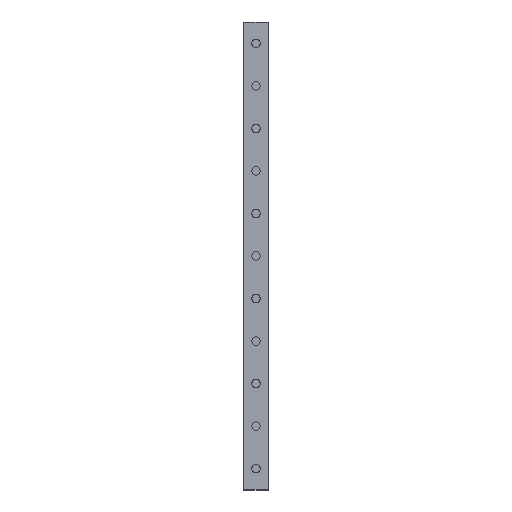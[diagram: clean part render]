
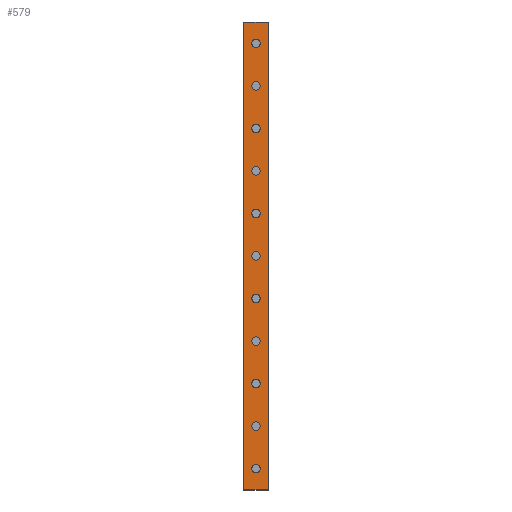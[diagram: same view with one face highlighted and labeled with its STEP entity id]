
A CAD part, top view. The second image highlights one B-rep face of the part: STEP entity #579.
In plain terms, the highlighted planar face has unit normal (0, 0, 1).
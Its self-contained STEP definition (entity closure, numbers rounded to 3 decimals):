
#579=ADVANCED_FACE('',(#1191,#1192,#1193,#1194,#1195,#1196,#1197,#1198,#1199,#1200,#1201,#1202),#1203,.T.);
#1191=FACE_BOUND('',#1818,.T.);
#1192=FACE_BOUND('',#1819,.T.);
#1193=FACE_BOUND('',#1820,.T.);
#1194=FACE_BOUND('',#1821,.T.);
#1195=FACE_BOUND('',#1822,.T.);
#1196=FACE_BOUND('',#1823,.T.);
#1197=FACE_BOUND('',#1824,.T.);
#1198=FACE_BOUND('',#1825,.T.);
#1199=FACE_BOUND('',#1826,.T.);
#1200=FACE_BOUND('',#1827,.T.);
#1201=FACE_BOUND('',#1828,.T.);
#1202=FACE_OUTER_BOUND('',#1829,.T.);
#1203=PLANE('',#1830);
#1818=EDGE_LOOP('',(#3445,#3446));
#1819=EDGE_LOOP('',(#3447,#3448));
#1820=EDGE_LOOP('',(#3449,#3450));
#1821=EDGE_LOOP('',(#3451,#3452));
#1822=EDGE_LOOP('',(#3453,#3454));
#1823=EDGE_LOOP('',(#3455,#3456));
#1824=EDGE_LOOP('',(#3457,#3458));
#1825=EDGE_LOOP('',(#3459,#3460));
#1826=EDGE_LOOP('',(#3461,#3462));
#1827=EDGE_LOOP('',(#3463,#3464));
#1828=EDGE_LOOP('',(#3465,#3466));
#1829=EDGE_LOOP('',(#3467,#3468,#3469,#3470));
#1830=AXIS2_PLACEMENT_3D('',#3471,#3472,#3473);
#3445=ORIENTED_EDGE('',*,*,#3696,.T.);
#3446=ORIENTED_EDGE('',*,*,#4119,.T.);
#3447=ORIENTED_EDGE('',*,*,#3686,.T.);
#3448=ORIENTED_EDGE('',*,*,#4125,.T.);
#3449=ORIENTED_EDGE('',*,*,#3676,.T.);
#3450=ORIENTED_EDGE('',*,*,#4131,.T.);
#3451=ORIENTED_EDGE('',*,*,#3666,.T.);
#3452=ORIENTED_EDGE('',*,*,#4137,.T.);
#3453=ORIENTED_EDGE('',*,*,#3656,.T.);
#3454=ORIENTED_EDGE('',*,*,#4143,.T.);
#3455=ORIENTED_EDGE('',*,*,#3646,.T.);
#3456=ORIENTED_EDGE('',*,*,#4149,.T.);
#3457=ORIENTED_EDGE('',*,*,#3636,.T.);
#3458=ORIENTED_EDGE('',*,*,#4155,.T.);
#3459=ORIENTED_EDGE('',*,*,#3626,.T.);
#3460=ORIENTED_EDGE('',*,*,#4161,.T.);
#3461=ORIENTED_EDGE('',*,*,#3616,.T.);
#3462=ORIENTED_EDGE('',*,*,#4167,.T.);
#3463=ORIENTED_EDGE('',*,*,#3606,.T.);
#3464=ORIENTED_EDGE('',*,*,#4173,.T.);
#3465=ORIENTED_EDGE('',*,*,#3596,.T.);
#3466=ORIENTED_EDGE('',*,*,#4179,.T.);
#3467=ORIENTED_EDGE('',*,*,#4104,.T.);
#3468=ORIENTED_EDGE('',*,*,#4213,.F.);
#3469=ORIENTED_EDGE('',*,*,#3990,.T.);
#3470=ORIENTED_EDGE('',*,*,#4211,.T.);
#3471=CARTESIAN_POINT('',(0.0,440.0,8.5));
#3472=DIRECTION('',(0.0,0.0,1.0));
#3473=DIRECTION('',(-1.0,0.0,0.0));
#3596=EDGE_CURVE('',#4270,#4267,#4271,.T.);
#3606=EDGE_CURVE('',#4288,#4285,#4289,.T.);
#3616=EDGE_CURVE('',#4306,#4303,#4307,.T.);
#3626=EDGE_CURVE('',#4324,#4321,#4325,.T.);
#3636=EDGE_CURVE('',#4342,#4339,#4343,.T.);
#3646=EDGE_CURVE('',#4360,#4357,#4361,.T.);
#3656=EDGE_CURVE('',#4378,#4375,#4379,.T.);
#3666=EDGE_CURVE('',#4396,#4393,#4397,.T.);
#3676=EDGE_CURVE('',#4414,#4411,#4415,.T.);
#3686=EDGE_CURVE('',#4432,#4429,#4433,.T.);
#3696=EDGE_CURVE('',#4450,#4447,#4451,.T.);
#3990=EDGE_CURVE('',#4881,#4879,#4882,.T.);
#4104=EDGE_CURVE('',#5062,#5060,#5063,.T.);
#4119=EDGE_CURVE('',#4447,#4450,#5089,.T.);
#4125=EDGE_CURVE('',#4429,#4432,#5095,.T.);
#4131=EDGE_CURVE('',#4411,#4414,#5101,.T.);
#4137=EDGE_CURVE('',#4393,#4396,#5107,.T.);
#4143=EDGE_CURVE('',#4375,#4378,#5113,.T.);
#4149=EDGE_CURVE('',#4357,#4360,#5119,.T.);
#4155=EDGE_CURVE('',#4339,#4342,#5125,.T.);
#4161=EDGE_CURVE('',#4321,#4324,#5131,.T.);
#4167=EDGE_CURVE('',#4303,#4306,#5137,.T.);
#4173=EDGE_CURVE('',#4285,#4288,#5143,.T.);
#4179=EDGE_CURVE('',#4267,#4270,#5149,.T.);
#4211=EDGE_CURVE('',#4879,#5062,#5181,.T.);
#4213=EDGE_CURVE('',#4881,#5060,#5183,.T.);
#4267=VERTEX_POINT('',#5243);
#4270=VERTEX_POINT('',#5247);
#4271=CIRCLE('',#5248,4.0);
#4285=VERTEX_POINT('',#5265);
#4288=VERTEX_POINT('',#5269);
#4289=CIRCLE('',#5270,4.0);
#4303=VERTEX_POINT('',#5287);
#4306=VERTEX_POINT('',#5291);
#4307=CIRCLE('',#5292,4.0);
#4321=VERTEX_POINT('',#5309);
#4324=VERTEX_POINT('',#5313);
#4325=CIRCLE('',#5314,4.0);
#4339=VERTEX_POINT('',#5331);
#4342=VERTEX_POINT('',#5335);
#4343=CIRCLE('',#5336,4.0);
#4357=VERTEX_POINT('',#5353);
#4360=VERTEX_POINT('',#5357);
#4361=CIRCLE('',#5358,4.0);
#4375=VERTEX_POINT('',#5375);
#4378=VERTEX_POINT('',#5379);
#4379=CIRCLE('',#5380,4.0);
#4393=VERTEX_POINT('',#5397);
#4396=VERTEX_POINT('',#5401);
#4397=CIRCLE('',#5402,4.0);
#4411=VERTEX_POINT('',#5419);
#4414=VERTEX_POINT('',#5423);
#4415=CIRCLE('',#5424,4.0);
#4429=VERTEX_POINT('',#5441);
#4432=VERTEX_POINT('',#5445);
#4433=CIRCLE('',#5446,4.0);
#4447=VERTEX_POINT('',#5463);
#4450=VERTEX_POINT('',#5467);
#4451=CIRCLE('',#5468,4.0);
#4879=VERTEX_POINT('',#6040);
#4881=VERTEX_POINT('',#6043);
#4882=LINE('',#6044,#6045);
#5060=VERTEX_POINT('',#6297);
#5062=VERTEX_POINT('',#6300);
#5063=LINE('',#6301,#6302);
#5089=CIRCLE('',#6334,4.0);
#5095=CIRCLE('',#6340,4.0);
#5101=CIRCLE('',#6346,4.0);
#5107=CIRCLE('',#6352,4.0);
#5113=CIRCLE('',#6358,4.0);
#5119=CIRCLE('',#6364,4.0);
#5125=CIRCLE('',#6370,4.0);
#5131=CIRCLE('',#6376,4.0);
#5137=CIRCLE('',#6382,4.0);
#5143=CIRCLE('',#6388,4.0);
#5149=CIRCLE('',#6394,4.0);
#5181=LINE('',#6439,#6440);
#5183=LINE('',#6442,#6443);
#5243=CARTESIAN_POINT('',(4.0,20.0,8.5));
#5247=CARTESIAN_POINT('',(-4.0,20.0,8.5));
#5248=AXIS2_PLACEMENT_3D('',#6505,#6506,#6507);
#5265=CARTESIAN_POINT('',(4.0,60.0,8.5));
#5269=CARTESIAN_POINT('',(-4.0,60.0,8.5));
#5270=AXIS2_PLACEMENT_3D('',#6521,#6522,#6523);
#5287=CARTESIAN_POINT('',(4.0,100.0,8.5));
#5291=CARTESIAN_POINT('',(-4.0,100.0,8.5));
#5292=AXIS2_PLACEMENT_3D('',#6537,#6538,#6539);
#5309=CARTESIAN_POINT('',(4.0,140.0,8.5));
#5313=CARTESIAN_POINT('',(-4.0,140.0,8.5));
#5314=AXIS2_PLACEMENT_3D('',#6553,#6554,#6555);
#5331=CARTESIAN_POINT('',(4.0,180.0,8.5));
#5335=CARTESIAN_POINT('',(-4.0,180.0,8.5));
#5336=AXIS2_PLACEMENT_3D('',#6569,#6570,#6571);
#5353=CARTESIAN_POINT('',(4.0,220.0,8.5));
#5357=CARTESIAN_POINT('',(-4.0,220.0,8.5));
#5358=AXIS2_PLACEMENT_3D('',#6585,#6586,#6587);
#5375=CARTESIAN_POINT('',(4.0,260.0,8.5));
#5379=CARTESIAN_POINT('',(-4.0,260.0,8.5));
#5380=AXIS2_PLACEMENT_3D('',#6601,#6602,#6603);
#5397=CARTESIAN_POINT('',(4.0,300.0,8.5));
#5401=CARTESIAN_POINT('',(-4.0,300.0,8.5));
#5402=AXIS2_PLACEMENT_3D('',#6617,#6618,#6619);
#5419=CARTESIAN_POINT('',(4.0,340.0,8.5));
#5423=CARTESIAN_POINT('',(-4.0,340.0,8.5));
#5424=AXIS2_PLACEMENT_3D('',#6633,#6634,#6635);
#5441=CARTESIAN_POINT('',(4.0,380.0,8.5));
#5445=CARTESIAN_POINT('',(-4.0,380.0,8.5));
#5446=AXIS2_PLACEMENT_3D('',#6649,#6650,#6651);
#5463=CARTESIAN_POINT('',(4.0,420.0,8.5));
#5467=CARTESIAN_POINT('',(-4.0,420.0,8.5));
#5468=AXIS2_PLACEMENT_3D('',#6665,#6666,#6667);
#6040=CARTESIAN_POINT('',(-11.6,440.0,8.5));
#6043=CARTESIAN_POINT('',(11.6,440.0,8.5));
#6044=CARTESIAN_POINT('',(11.6,440.0,8.5));
#6045=VECTOR('',#7002,1.0);
#6297=CARTESIAN_POINT('',(11.6,0.0,8.5));
#6300=CARTESIAN_POINT('',(-11.6,0.0,8.5));
#6301=CARTESIAN_POINT('',(11.6,0.0,8.5));
#6302=VECTOR('',#7120,1.0);
#6334=AXIS2_PLACEMENT_3D('',#7148,#7149,#7150);
#6340=AXIS2_PLACEMENT_3D('',#7157,#7158,#7159);
#6346=AXIS2_PLACEMENT_3D('',#7166,#7167,#7168);
#6352=AXIS2_PLACEMENT_3D('',#7175,#7176,#7177);
#6358=AXIS2_PLACEMENT_3D('',#7184,#7185,#7186);
#6364=AXIS2_PLACEMENT_3D('',#7193,#7194,#7195);
#6370=AXIS2_PLACEMENT_3D('',#7202,#7203,#7204);
#6376=AXIS2_PLACEMENT_3D('',#7211,#7212,#7213);
#6382=AXIS2_PLACEMENT_3D('',#7220,#7221,#7222);
#6388=AXIS2_PLACEMENT_3D('',#7229,#7230,#7231);
#6394=AXIS2_PLACEMENT_3D('',#7238,#7239,#7240);
#6439=CARTESIAN_POINT('',(-11.6,440.0,8.5));
#6440=VECTOR('',#7260,1.0);
#6442=CARTESIAN_POINT('',(11.6,440.0,8.5));
#6443=VECTOR('',#7261,1.0);
#6505=CARTESIAN_POINT('',(0.0,20.0,8.5));
#6506=DIRECTION('',(0.0,0.0,-1.0));
#6507=DIRECTION('',(1.0,0.0,0.0));
#6521=CARTESIAN_POINT('',(0.0,60.0,8.5));
#6522=DIRECTION('',(0.0,0.0,-1.0));
#6523=DIRECTION('',(1.0,0.0,0.0));
#6537=CARTESIAN_POINT('',(0.0,100.0,8.5));
#6538=DIRECTION('',(0.0,0.0,-1.0));
#6539=DIRECTION('',(1.0,0.0,0.0));
#6553=CARTESIAN_POINT('',(0.0,140.0,8.5));
#6554=DIRECTION('',(0.0,0.0,-1.0));
#6555=DIRECTION('',(1.0,0.0,0.0));
#6569=CARTESIAN_POINT('',(0.0,180.0,8.5));
#6570=DIRECTION('',(0.0,0.0,-1.0));
#6571=DIRECTION('',(1.0,0.0,0.0));
#6585=CARTESIAN_POINT('',(0.0,220.0,8.5));
#6586=DIRECTION('',(0.0,0.0,-1.0));
#6587=DIRECTION('',(1.0,0.0,0.0));
#6601=CARTESIAN_POINT('',(0.0,260.0,8.5));
#6602=DIRECTION('',(0.0,0.0,-1.0));
#6603=DIRECTION('',(1.0,0.0,0.0));
#6617=CARTESIAN_POINT('',(0.0,300.0,8.5));
#6618=DIRECTION('',(0.0,0.0,-1.0));
#6619=DIRECTION('',(1.0,0.0,0.0));
#6633=CARTESIAN_POINT('',(0.0,340.0,8.5));
#6634=DIRECTION('',(0.0,0.0,-1.0));
#6635=DIRECTION('',(1.0,0.0,0.0));
#6649=CARTESIAN_POINT('',(0.0,380.0,8.5));
#6650=DIRECTION('',(0.0,0.0,-1.0));
#6651=DIRECTION('',(1.0,0.0,0.0));
#6665=CARTESIAN_POINT('',(0.0,420.0,8.5));
#6666=DIRECTION('',(0.0,0.0,-1.0));
#6667=DIRECTION('',(1.0,0.0,0.0));
#7002=DIRECTION('',(-1.0,0.0,0.0));
#7120=DIRECTION('',(1.0,0.0,0.0));
#7148=CARTESIAN_POINT('',(0.0,420.0,8.5));
#7149=DIRECTION('',(0.0,0.0,-1.0));
#7150=DIRECTION('',(1.0,0.0,0.0));
#7157=CARTESIAN_POINT('',(0.0,380.0,8.5));
#7158=DIRECTION('',(0.0,0.0,-1.0));
#7159=DIRECTION('',(1.0,0.0,0.0));
#7166=CARTESIAN_POINT('',(0.0,340.0,8.5));
#7167=DIRECTION('',(0.0,0.0,-1.0));
#7168=DIRECTION('',(1.0,0.0,0.0));
#7175=CARTESIAN_POINT('',(0.0,300.0,8.5));
#7176=DIRECTION('',(0.0,0.0,-1.0));
#7177=DIRECTION('',(1.0,0.0,0.0));
#7184=CARTESIAN_POINT('',(0.0,260.0,8.5));
#7185=DIRECTION('',(0.0,0.0,-1.0));
#7186=DIRECTION('',(1.0,0.0,0.0));
#7193=CARTESIAN_POINT('',(0.0,220.0,8.5));
#7194=DIRECTION('',(0.0,0.0,-1.0));
#7195=DIRECTION('',(1.0,0.0,0.0));
#7202=CARTESIAN_POINT('',(0.0,180.0,8.5));
#7203=DIRECTION('',(0.0,0.0,-1.0));
#7204=DIRECTION('',(1.0,0.0,0.0));
#7211=CARTESIAN_POINT('',(0.0,140.0,8.5));
#7212=DIRECTION('',(0.0,0.0,-1.0));
#7213=DIRECTION('',(1.0,0.0,0.0));
#7220=CARTESIAN_POINT('',(0.0,100.0,8.5));
#7221=DIRECTION('',(0.0,0.0,-1.0));
#7222=DIRECTION('',(1.0,0.0,0.0));
#7229=CARTESIAN_POINT('',(0.0,60.0,8.5));
#7230=DIRECTION('',(0.0,0.0,-1.0));
#7231=DIRECTION('',(1.0,0.0,0.0));
#7238=CARTESIAN_POINT('',(0.0,20.0,8.5));
#7239=DIRECTION('',(0.0,0.0,-1.0));
#7240=DIRECTION('',(1.0,0.0,0.0));
#7260=DIRECTION('',(0.0,-1.0,0.0));
#7261=DIRECTION('',(0.0,-1.0,0.0));
